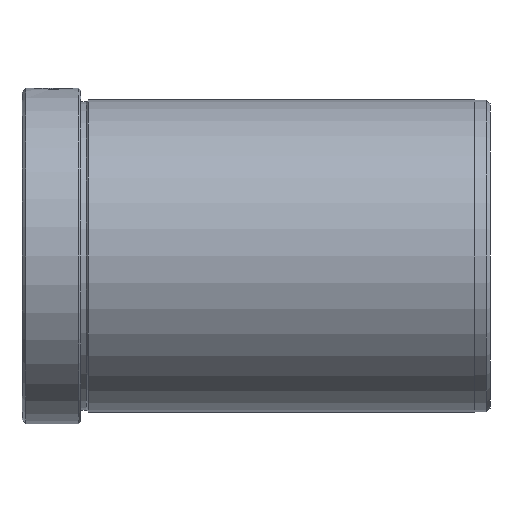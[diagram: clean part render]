
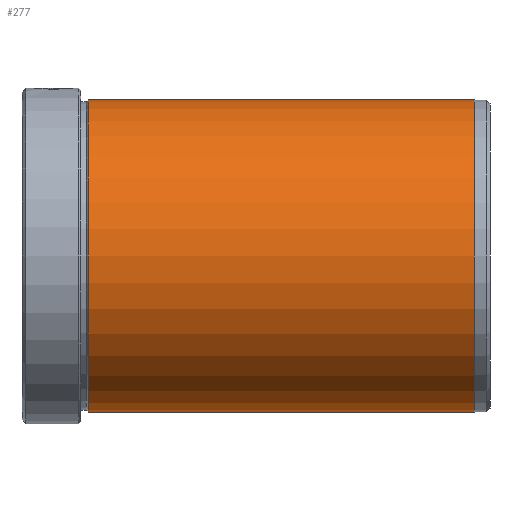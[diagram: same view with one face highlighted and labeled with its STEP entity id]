
A CAD part, left-side view. The second image highlights one B-rep face of the part: STEP entity #277.
In plain terms, the highlighted cylindrical face has radius 40 mm (diameter 80 mm), a partial arc.
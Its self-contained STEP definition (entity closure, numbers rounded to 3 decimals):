
#29 = CIRCLE ( 'NONE', #108, 40. ) ;
#60 = VERTEX_POINT ( 'NONE', #1364 ) ;
#82 = DIRECTION ( 'NONE',  ( 0., 1., 0. ) ) ;
#83 = AXIS2_PLACEMENT_3D ( 'NONE', #1304, #492, #1443 ) ;
#108 = AXIS2_PLACEMENT_3D ( 'NONE', #338, #197, #190 ) ;
#190 = DIRECTION ( 'NONE',  ( 0., 0., -1. ) ) ;
#197 = DIRECTION ( 'NONE',  ( 0., -1., 0. ) ) ;
#249 = AXIS2_PLACEMENT_3D ( 'NONE', #1121, #1100, #1212 ) ;
#272 = EDGE_CURVE ( 'NONE', #699, #1487, #1703, .T. ) ;
#277 = ADVANCED_FACE ( 'NONE', ( #1015 ), #1286, .T. ) ;
#325 = ORIENTED_EDGE ( 'NONE', *, *, #812, .F. ) ;
#330 = VECTOR ( 'NONE', #1139, 1000. ) ;
#338 = CARTESIAN_POINT ( 'NONE',  ( 0., -116., 0. ) ) ;
#378 = VECTOR ( 'NONE', #82, 1000. ) ;
#460 = CIRCLE ( 'NONE', #83, 40. ) ;
#492 = DIRECTION ( 'NONE',  ( 0., 1., 0. ) ) ;
#634 = CARTESIAN_POINT ( 'NONE',  ( 0., -17., 40. ) ) ;
#688 = ORIENTED_EDGE ( 'NONE', *, *, #1449, .F. ) ;
#699 = VERTEX_POINT ( 'NONE', #1127 ) ;
#812 = EDGE_CURVE ( 'NONE', #699, #889, #29, .T. ) ;
#889 = VERTEX_POINT ( 'NONE', #1219 ) ;
#920 = CARTESIAN_POINT ( 'NONE',  ( 0., 0., -40. ) ) ;
#1015 = FACE_OUTER_BOUND ( 'NONE', #1610, .T. ) ;
#1055 = LINE ( 'NONE', #920, #378 ) ;
#1100 = DIRECTION ( 'NONE',  ( 0., 1., 0. ) ) ;
#1121 = CARTESIAN_POINT ( 'NONE',  ( 0., 0., 0. ) ) ;
#1127 = CARTESIAN_POINT ( 'NONE',  ( 0., -116., 40. ) ) ;
#1139 = DIRECTION ( 'NONE',  ( 0., 1., 0. ) ) ;
#1212 = DIRECTION ( 'NONE',  ( 0., 0., 1. ) ) ;
#1219 = CARTESIAN_POINT ( 'NONE',  ( 0., -116., -40. ) ) ;
#1231 = CARTESIAN_POINT ( 'NONE',  ( 0., 0., 40. ) ) ;
#1286 = CYLINDRICAL_SURFACE ( 'NONE', #249, 40. ) ;
#1304 = CARTESIAN_POINT ( 'NONE',  ( 0., -17., 0. ) ) ;
#1320 = ORIENTED_EDGE ( 'NONE', *, *, #272, .T. ) ;
#1364 = CARTESIAN_POINT ( 'NONE',  ( 0., -17., -40. ) ) ;
#1443 = DIRECTION ( 'NONE',  ( 0., 0., 1. ) ) ;
#1449 = EDGE_CURVE ( 'NONE', #60, #1487, #460, .T. ) ;
#1487 = VERTEX_POINT ( 'NONE', #634 ) ;
#1495 = EDGE_CURVE ( 'NONE', #889, #60, #1055, .T. ) ;
#1610 = EDGE_LOOP ( 'NONE', ( #1787, #325, #1320, #688 ) ) ;
#1703 = LINE ( 'NONE', #1231, #330 ) ;
#1787 = ORIENTED_EDGE ( 'NONE', *, *, #1495, .F. ) ;
